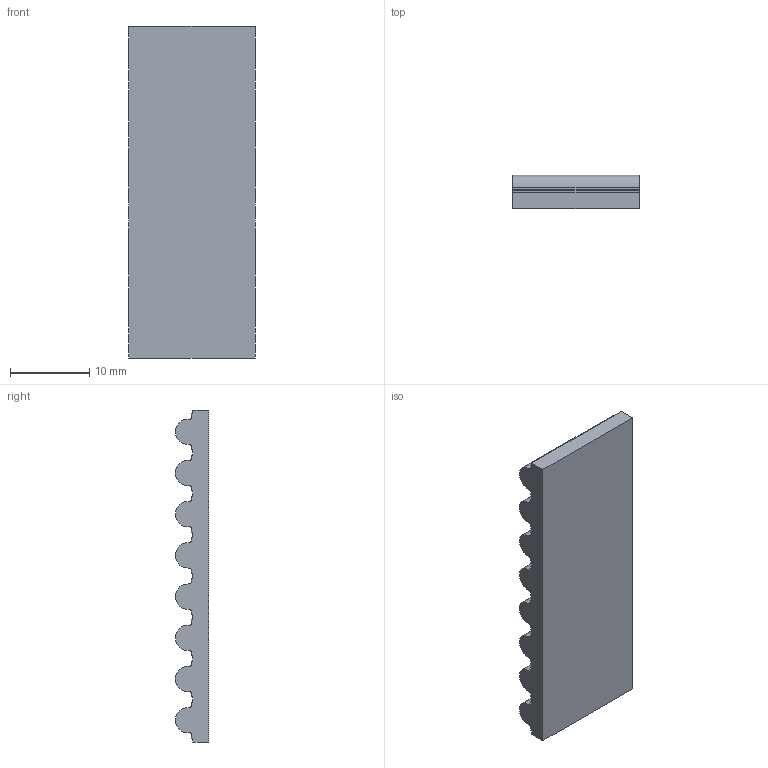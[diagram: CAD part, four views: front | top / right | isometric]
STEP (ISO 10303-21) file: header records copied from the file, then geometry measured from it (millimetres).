
FILE_DESCRIPTION (( 'STEP AP214' ), '1' );
FILE_NAME ('B637 Ðåìåíü HTD5M ñî ñòàëüíûì êîðäîì, øèðèíîé 16 ìì.STEP', '2025-08-04T07:15:08', ( '' ), ( '' ), 'SwSTEP 2.0', 'SolidWorks 2025', '' );
FILE_SCHEMA (( 'AUTOMOTIVE_DESIGN' ));
Length unit declared in the file: millimetre
Products named in the file (1): B637 Ремень HTD5M со стальным кордом, шириной 16 мм
Bounding box: 16 x 4.2 x 41.9 mm (x, y, z)
Volume: 2136.8 mm3; surface area: 2037.3 mm2
Topology: 1 solids, 1 shells, 86 faces, 252 edges, 168 vertices
Faces by surface type: plane 62, cylinder 24
Entity records: 3813 total; most frequent: CARTESIAN_POINT 507, ORIENTED_EDGE 504, DIRECTION 474, EDGE_CURVE 252, LINE 204, VECTOR 204, VERTEX_POINT 168, AXIS2_PLACEMENT_3D 135
